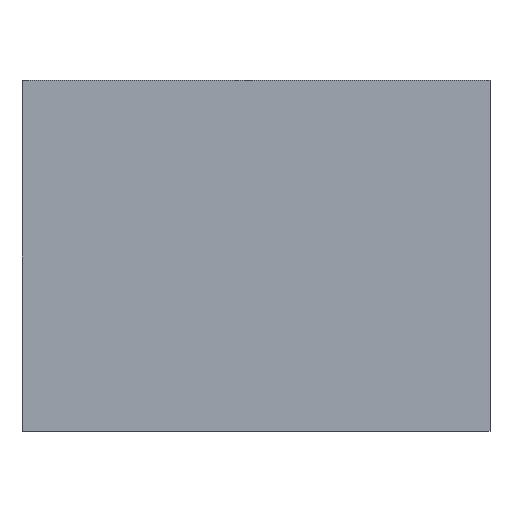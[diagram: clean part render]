
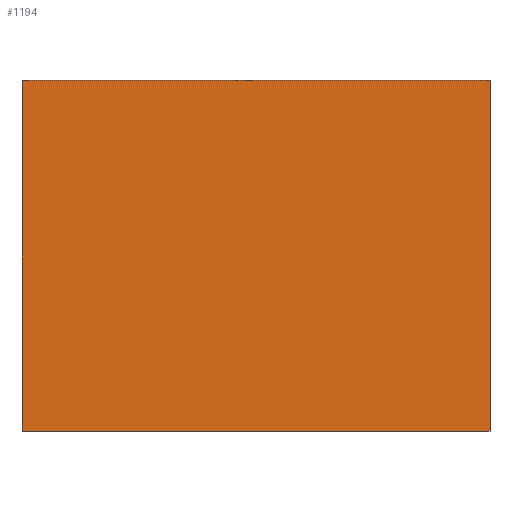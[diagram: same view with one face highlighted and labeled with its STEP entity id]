
A CAD part, front view. The second image highlights one B-rep face of the part: STEP entity #1194.
In plain terms, the highlighted planar face has unit normal (0, -1, 0).
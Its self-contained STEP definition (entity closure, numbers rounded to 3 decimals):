
#87=FACE_OUTER_BOUND('',#163,.T.);
#163=EDGE_LOOP('',(#950,#951,#952,#953));
#316=LINE('',#2057,#402);
#320=LINE('',#2063,#406);
#321=LINE('',#2066,#407);
#322=LINE('',#2067,#408);
#402=VECTOR('',#1736,10.);
#406=VECTOR('',#1742,10.);
#407=VECTOR('',#1745,10.);
#408=VECTOR('',#1746,10.);
#490=VERTEX_POINT('',#2055);
#491=VERTEX_POINT('',#2056);
#492=VERTEX_POINT('',#2061);
#493=VERTEX_POINT('',#2065);
#644=EDGE_CURVE('',#490,#491,#316,.T.);
#648=EDGE_CURVE('',#492,#491,#320,.T.);
#649=EDGE_CURVE('',#492,#493,#321,.T.);
#650=EDGE_CURVE('',#490,#493,#322,.T.);
#950=ORIENTED_EDGE('',*,*,#649,.T.);
#951=ORIENTED_EDGE('',*,*,#650,.F.);
#952=ORIENTED_EDGE('',*,*,#644,.T.);
#953=ORIENTED_EDGE('',*,*,#648,.F.);
#1041=PLANE('',#1365);
#1194=ADVANCED_FACE('',(#87),#1041,.T.);
#1365=AXIS2_PLACEMENT_3D('',#2064,#1743,#1744);
#1736=DIRECTION('',(1.,0.,0.));
#1742=DIRECTION('',(0.,0.,-1.));
#1743=DIRECTION('center_axis',(0.,-1.,0.));
#1744=DIRECTION('ref_axis',(0.,0.,
-1.));
#1745=DIRECTION('',(-1.,0.,0.));
#1746=DIRECTION('',(0.,0.,1.));
#2055=CARTESIAN_POINT('',(37.696,-9.633,-30.456));
#2056=CARTESIAN_POINT('',(77.696,-9.633,-30.456));
#2057=CARTESIAN_POINT('',(77.696,-9.633,-30.456));
#2061=CARTESIAN_POINT('',(77.696,-9.633,-0.456));
#2063=CARTESIAN_POINT('',(77.696,-9.633,-15.456));
#2064=CARTESIAN_POINT('Origin',(77.696,-9.633,-15.456));
#2065=CARTESIAN_POINT('',(37.696,-9.633,-0.456));
#2066=CARTESIAN_POINT('',(77.696,-9.633,-0.456));
#2067=CARTESIAN_POINT('',(37.696,-9.633,-15.456));
